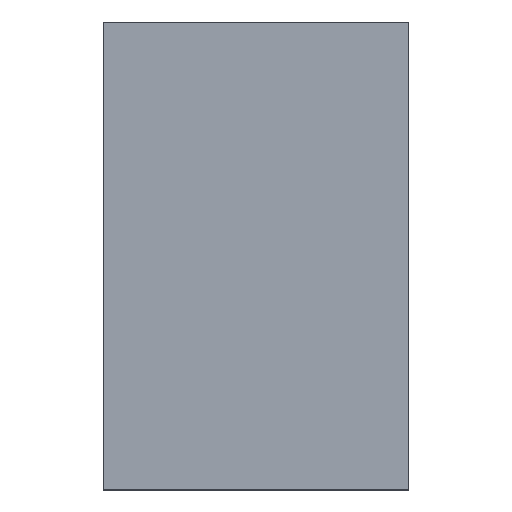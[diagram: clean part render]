
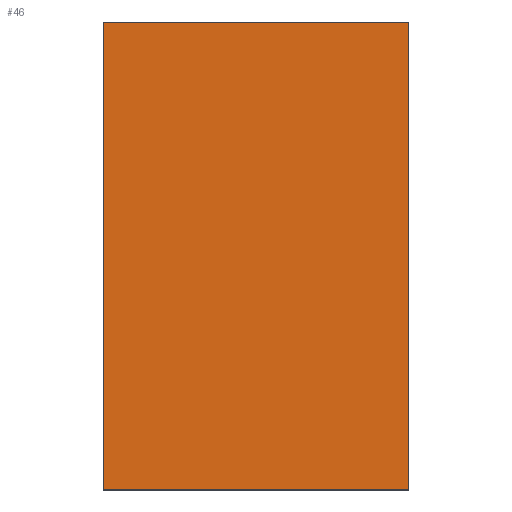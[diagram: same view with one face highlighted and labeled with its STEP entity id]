
A CAD part, top view. The second image highlights one B-rep face of the part: STEP entity #46.
In plain terms, the highlighted planar face has unit normal (0, 0, 1).
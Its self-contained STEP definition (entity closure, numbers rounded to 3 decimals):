
#46=ADVANCED_FACE('',(#100),#101,.T.);
#100=FACE_OUTER_BOUND('',#160,.T.);
#101=PLANE('',#161);
#160=EDGE_LOOP('',(#224,#225,#226,#227));
#161=AXIS2_PLACEMENT_3D('',#228,#229,#230);
#224=ORIENTED_EDGE('',*,*,#370,.T.);
#225=ORIENTED_EDGE('',*,*,#368,.T.);
#226=ORIENTED_EDGE('',*,*,#371,.T.);
#227=ORIENTED_EDGE('',*,*,#372,.T.);
#228=CARTESIAN_POINT('',(0.0,-1.5,16.0));
#229=DIRECTION('',(0.0,0.0,1.0));
#230=DIRECTION('',(-1.0,0.0,0.0));
#368=EDGE_CURVE('',#430,#432,#434,.T.);
#370=EDGE_CURVE('',#436,#430,#437,.T.);
#371=EDGE_CURVE('',#432,#438,#439,.T.);
#372=EDGE_CURVE('',#438,#436,#440,.T.);
#430=VERTEX_POINT('',#522);
#432=VERTEX_POINT('',#525);
#434=LINE('',#528,#529);
#436=VERTEX_POINT('',#531);
#437=LINE('',#532,#533);
#438=VERTEX_POINT('',#534);
#439=LINE('',#535,#536);
#440=LINE('',#537,#538);
#522=CARTESIAN_POINT('',(-8.0,-15.0,16.0));
#525=CARTESIAN_POINT('',(8.0,-15.0,16.0));
#528=CARTESIAN_POINT('',(0.0,-15.0,16.0));
#529=VECTOR('',#644,1.0);
#531=CARTESIAN_POINT('',(-8.0,9.5,16.0));
#532=CARTESIAN_POINT('',(-8.0,-1.5,16.0));
#533=VECTOR('',#645,1.0);
#534=CARTESIAN_POINT('',(8.0,9.5,16.0));
#535=CARTESIAN_POINT('',(8.0,-13.75,16.0));
#536=VECTOR('',#646,1.0);
#537=CARTESIAN_POINT('',(0.0,9.5,16.0));
#538=VECTOR('',#647,1.0);
#644=DIRECTION('',(1.0,0.0,0.0));
#645=DIRECTION('',(0.0,-1.0,0.0));
#646=DIRECTION('',(0.0,1.0,0.0));
#647=DIRECTION('',(-1.0,0.0,0.0));
